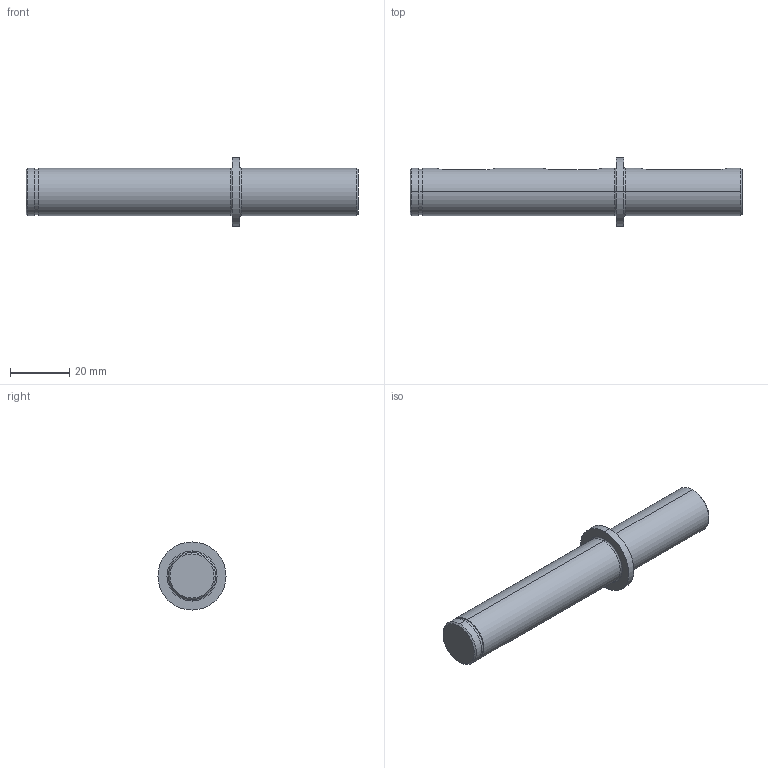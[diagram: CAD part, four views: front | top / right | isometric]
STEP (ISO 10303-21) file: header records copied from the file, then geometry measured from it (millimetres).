
FILE_DESCRIPTION (( 'STEP AP214' ), '1' );
FILE_NAME ('WGA-30M-ACC3.STEP', '2014-10-31T13:04:50', ( '' ), ( '' ), 'SwSTEP 2.0', 'SolidWorks 2014', '' );
FILE_SCHEMA (( 'AUTOMOTIVE_DESIGN' ));
Length unit declared in the file: inch
Products named in the file (1): WGA-30M-ACC3
Bounding box: 112 x 23 x 23 mm (x, y, z)
Volume: 21420.1 mm3; surface area: 7079 mm2
Topology: 1 solids, 1 shells, 43 faces, 92 edges, 57 vertices
Faces by surface type: cylinder 18, plane 15, cone 6, torus 4
Entity records: 1356 total; most frequent: CARTESIAN_POINT 365, DIRECTION 214, ORIENTED_EDGE 180, EDGE_CURVE 90, AXIS2_PLACEMENT_3D 86, VERTEX_POINT 57, EDGE_LOOP 51, ADVANCED_FACE 43
